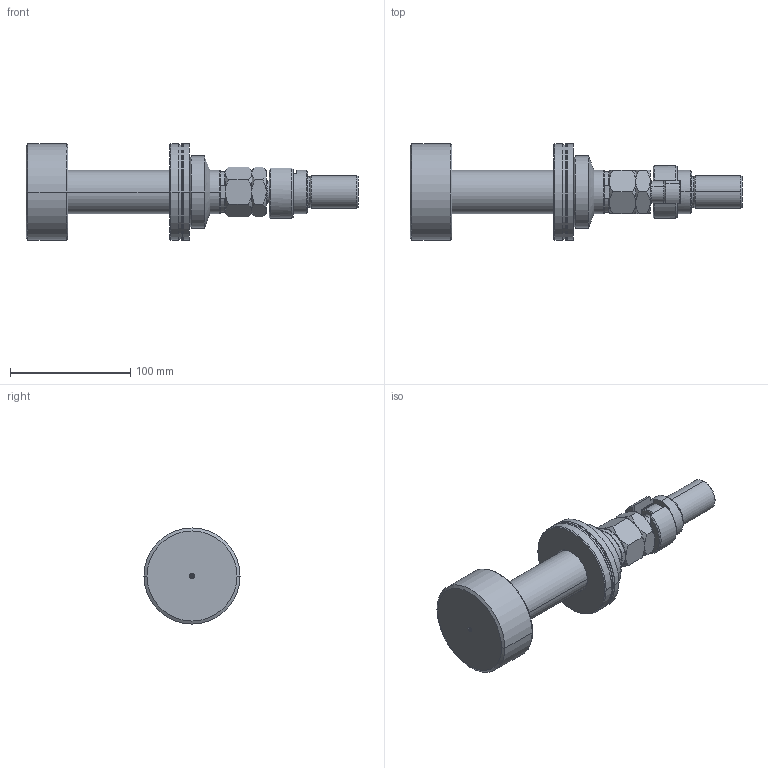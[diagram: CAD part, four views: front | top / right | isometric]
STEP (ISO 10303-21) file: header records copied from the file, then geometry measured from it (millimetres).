
FILE_DESCRIPTION (( 'STEP AP203' ), '1' );
FILE_NAME ('54a0.STEP', '2024-01-08T12:52:13', ( '' ), ( '' ), 'SwSTEP 2.0', 'SolidWorks 2019', '' );
FILE_SCHEMA (( 'CONFIG_CONTROL_DESIGN' ));
Length unit declared in the file: millimetre
Products named in the file (6): V400CL_VC_X 6963d3f6c6fa963a97e8ac036cce3a45; FEMALE_PART_FOR_DFA 6963d3f6c6fa963a97e8ac036cce3a45; MFA 6963d3f6c6fa963a97e8ac036cce3a45; 54a0; DFA 6963d3f6c6fa963a97e8ac036cce3a45; V400CL_PC_X 6963d3f6c6fa963a97e8ac036cce3a45
Assembly tree (5 placements, depth 3):
  54a0
    V400CL_PC_X 6963d3f6c6fa963a97e8ac036cce3a45
    V400CL_VC_X 6963d3f6c6fa963a97e8ac036cce3a45
    DFA 6963d3f6c6fa963a97e8ac036cce3a45
      FEMALE_PART_FOR_DFA 6963d3f6c6fa963a97e8ac036cce3a45
      MFA 6963d3f6c6fa963a97e8ac036cce3a45
Bounding box: 276.5 x 80 x 80 mm (x, y, z)
Volume: 496488.1 mm3; surface area: 73771.5 mm2
Topology: 4 solids, 4 shells, 159 faces, 342 edges, 198 vertices
Faces by surface type: cone 66, plane 46, cylinder 41, torus 6
Entity records: 5172 total; most frequent: CARTESIAN_POINT 1130, DIRECTION 768, ORIENTED_EDGE 676, EDGE_CURVE 338, AXIS2_PLACEMENT_3D 324, VERTEX_POINT 198, EDGE_LOOP 172, FACE_OUTER_BOUND 159
